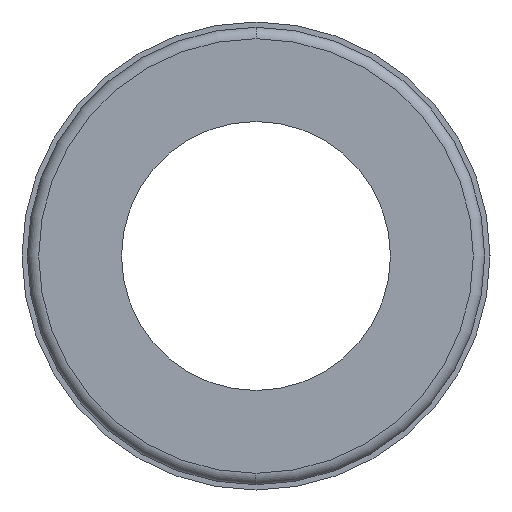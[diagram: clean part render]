
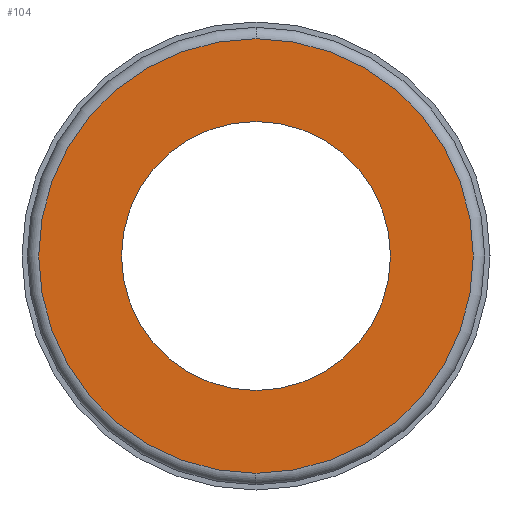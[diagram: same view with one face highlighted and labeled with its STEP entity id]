
A CAD part, left-side view. The second image highlights one B-rep face of the part: STEP entity #104.
In plain terms, the highlighted planar face has unit normal (-1, 0, 0).
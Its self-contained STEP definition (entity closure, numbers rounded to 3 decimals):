
#104=ADVANCED_FACE('',(#237,#238),#239,.T.);
#237=FACE_BOUND('',#382,.T.);
#238=FACE_OUTER_BOUND('',#383,.T.);
#239=PLANE('',#384);
#382=EDGE_LOOP('',(#872,#873));
#383=EDGE_LOOP('',(#874,#875,#876));
#384=AXIS2_PLACEMENT_3D('',#877,#878,#879);
#872=ORIENTED_EDGE('',*,*,#1106,.T.);
#873=ORIENTED_EDGE('',*,*,#1028,.T.);
#874=ORIENTED_EDGE('',*,*,#1120,.T.);
#875=ORIENTED_EDGE('',*,*,#997,.T.);
#876=ORIENTED_EDGE('',*,*,#1121,.T.);
#877=CARTESIAN_POINT('',(-27.56,-5.13,0.0));
#878=DIRECTION('',(-1.0,0.,0.0));
#879=DIRECTION('',(0.,-1.0,0.0));
#997=EDGE_CURVE('',#1201,#1207,#1209,.T.);
#1028=EDGE_CURVE('',#1261,#1265,#1267,.T.);
#1106=EDGE_CURVE('',#1265,#1261,#1391,.T.);
#1120=EDGE_CURVE('',#1406,#1201,#1407,.T.);
#1121=EDGE_CURVE('',#1207,#1406,#1408,.T.);
#1201=VERTEX_POINT('',#1549);
#1207=VERTEX_POINT('',#1555);
#1209=CIRCLE('',#1557,10.26);
#1261=VERTEX_POINT('',#1621);
#1265=VERTEX_POINT('',#1626);
#1267=CIRCLE('',#1629,6.35);
#1391=CIRCLE('',#1884,6.35);
#1406=VERTEX_POINT('',#1899);
#1407=CIRCLE('',#1900,10.26);
#1408=CIRCLE('',#1901,10.26);
#1549=CARTESIAN_POINT('',(-27.56,0.,10.26));
#1555=CARTESIAN_POINT('',(-27.56,0.,-10.26));
#1557=AXIS2_PLACEMENT_3D('',#2008,#2009,#2010);
#1621=CARTESIAN_POINT('',(-27.56,0.,-6.35));
#1626=CARTESIAN_POINT('',(-27.56,0.,6.35));
#1629=AXIS2_PLACEMENT_3D('',#2073,#2074,#2075);
#1884=AXIS2_PLACEMENT_3D('',#2201,#2202,#2203);
#1899=CARTESIAN_POINT('',(-27.56,-10.26,0.0));
#1900=AXIS2_PLACEMENT_3D('',#2243,#2244,#2245);
#1901=AXIS2_PLACEMENT_3D('',#2246,#2247,#2248);
#2008=CARTESIAN_POINT('',(-27.56,0.,0.0));
#2009=DIRECTION('',(-1.0,0.,0.0));
#2010=DIRECTION('',(0.,-1.0,0.0));
#2073=CARTESIAN_POINT('',(-27.56,0.0,0.0));
#2074=DIRECTION('',(1.0,0.,0.0));
#2075=DIRECTION('',(0.0,0.0,-1.0));
#2201=CARTESIAN_POINT('',(-27.56,0.0,0.0));
#2202=DIRECTION('',(1.0,0.,0.0));
#2203=DIRECTION('',(0.0,0.0,-1.0));
#2243=CARTESIAN_POINT('',(-27.56,0.,0.0));
#2244=DIRECTION('',(-1.0,0.,0.0));
#2245=DIRECTION('',(0.,-1.0,0.0));
#2246=CARTESIAN_POINT('',(-27.56,0.,0.0));
#2247=DIRECTION('',(-1.0,0.,0.0));
#2248=DIRECTION('',(0.,-1.0,0.0));
